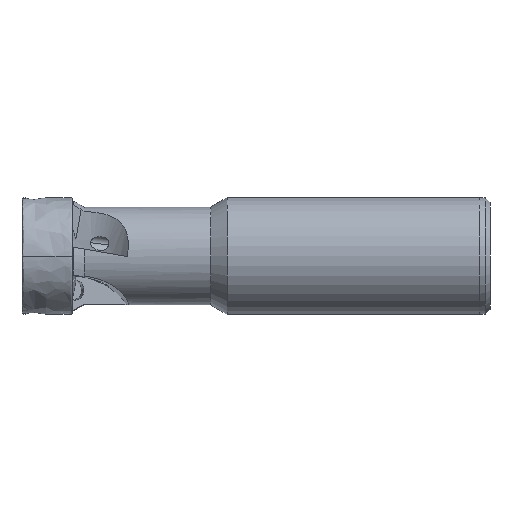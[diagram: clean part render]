
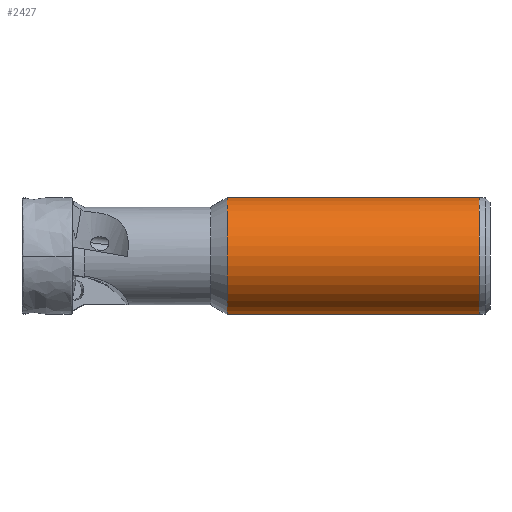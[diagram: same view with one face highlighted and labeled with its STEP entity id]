
A CAD part, front view. The second image highlights one B-rep face of the part: STEP entity #2427.
In plain terms, the highlighted cylindrical face has radius 12.5 mm (diameter 25 mm), a partial arc.
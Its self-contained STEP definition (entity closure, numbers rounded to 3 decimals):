
#65 = ORIENTED_EDGE ( 'NONE', *, *, #3261, .F. ) ;
#220 = DIRECTION ( 'NONE',  ( -1., 0., 0. ) ) ;
#501 = DIRECTION ( 'NONE',  ( 0., 0., -1. ) ) ;
#1031 = CARTESIAN_POINT ( 'NONE',  ( 97.25, 0., 12.5 ) ) ;
#1331 = CARTESIAN_POINT ( 'NONE',  ( 43.327, 0., 12.5 ) ) ;
#1661 = CARTESIAN_POINT ( 'NONE',  ( 0., 0., 0. ) ) ;
#1716 = DIRECTION ( 'NONE',  ( 1., 0., 0. ) ) ;
#1854 = DIRECTION ( 'NONE',  ( 1., 0., 0. ) ) ;
#2047 = EDGE_LOOP ( 'NONE', ( #2616, #4457, #4193, #65 ) ) ;
#2234 = AXIS2_PLACEMENT_3D ( 'NONE', #3693, #220, #4264 ) ;
#2427 = ADVANCED_FACE ( 'NONE', ( #6680 ), #4765, .T. ) ;
#2616 = ORIENTED_EDGE ( 'NONE', *, *, #7092, .F. ) ;
#2621 = LINE ( 'NONE', #5267, #3955 ) ;
#2680 = DIRECTION ( 'NONE',  ( 1., 0., 0. ) ) ;
#2732 = VECTOR ( 'NONE', #2680, 1000. ) ;
#2794 = DIRECTION ( 'NONE',  ( 1., 0., 0. ) ) ;
#3261 = EDGE_CURVE ( 'NONE', #6431, #7340, #6285, .T. ) ;
#3266 = CARTESIAN_POINT ( 'NONE',  ( 0., 0., -12.5 ) ) ;
#3511 = VERTEX_POINT ( 'NONE', #1331 ) ;
#3693 = CARTESIAN_POINT ( 'NONE',  ( 43.327, 0., 0. ) ) ;
#3955 = VECTOR ( 'NONE', #1854, 1000. ) ;
#4193 = ORIENTED_EDGE ( 'NONE', *, *, #6005, .T. ) ;
#4244 = CIRCLE ( 'NONE', #2234, 12.5 ) ;
#4264 = DIRECTION ( 'NONE',  ( 0., 0., -1. ) ) ;
#4275 = VERTEX_POINT ( 'NONE', #5457 ) ;
#4457 = ORIENTED_EDGE ( 'NONE', *, *, #6260, .F. ) ;
#4765 = CYLINDRICAL_SURFACE ( 'NONE', #5601, 12.5 ) ;
#5147 = CARTESIAN_POINT ( 'NONE',  ( 97.25, 0., 0. ) ) ;
#5267 = CARTESIAN_POINT ( 'NONE',  ( 0., 0., 12.5 ) ) ;
#5457 = CARTESIAN_POINT ( 'NONE',  ( 43.327, 0., -12.5 ) ) ;
#5601 = AXIS2_PLACEMENT_3D ( 'NONE', #1661, #2794, #501 ) ;
#5680 = AXIS2_PLACEMENT_3D ( 'NONE', #5147, #1716, #5711 ) ;
#5711 = DIRECTION ( 'NONE',  ( 0., 0., 1. ) ) ;
#6005 = EDGE_CURVE ( 'NONE', #4275, #7340, #6117, .T. ) ;
#6117 = LINE ( 'NONE', #3266, #2732 ) ;
#6260 = EDGE_CURVE ( 'NONE', #4275, #3511, #4244, .T. ) ;
#6285 = CIRCLE ( 'NONE', #5680, 12.5 ) ;
#6431 = VERTEX_POINT ( 'NONE', #1031 ) ;
#6655 = CARTESIAN_POINT ( 'NONE',  ( 97.25, 0., -12.5 ) ) ;
#6680 = FACE_OUTER_BOUND ( 'NONE', #2047, .T. ) ;
#7092 = EDGE_CURVE ( 'NONE', #3511, #6431, #2621, .T. ) ;
#7340 = VERTEX_POINT ( 'NONE', #6655 ) ;
